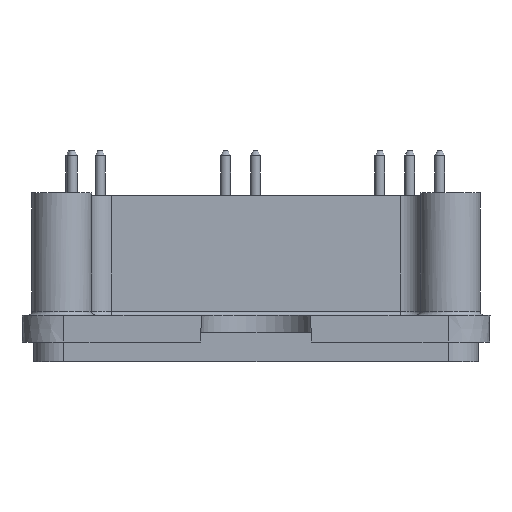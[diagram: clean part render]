
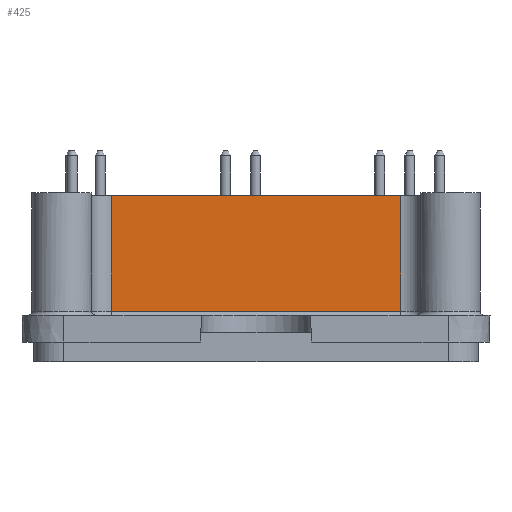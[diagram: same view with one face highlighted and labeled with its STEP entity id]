
A CAD part, left-side view. The second image highlights one B-rep face of the part: STEP entity #425.
In plain terms, the highlighted planar face has unit normal (-1, 0, 0).
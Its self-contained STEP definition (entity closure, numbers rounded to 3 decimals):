
#425 = ADVANCED_FACE( '', ( #1092 ), #1093, .F. );
#1092 = FACE_OUTER_BOUND( '', #2111, .T. );
#1093 = PLANE( '', #2112 );
#2111 = EDGE_LOOP( '', ( #3335, #3336, #3337, #3338 ) );
#2112 = AXIS2_PLACEMENT_3D( '', #3339, #3340, #3341 );
#3335 = ORIENTED_EDGE( '', *, *, #5098, .F. );
#3336 = ORIENTED_EDGE( '', *, *, #5048, .T. );
#3337 = ORIENTED_EDGE( '', *, *, #5234, .T. );
#3338 = ORIENTED_EDGE( '', *, *, #5235, .F. );
#3339 = CARTESIAN_POINT( '', ( -39.5, -22.5, 64.83 ) );
#3340 = DIRECTION( '', ( 1., 0., 0. ) );
#3341 = DIRECTION( '', ( 0., -1., 0. ) );
#5048 = EDGE_CURVE( '', #5841, #5839, #5842, .T. );
#5098 = EDGE_CURVE( '', #5841, #5925, #5926, .T. );
#5234 = EDGE_CURVE( '', #5839, #6154, #6155, .T. );
#5235 = EDGE_CURVE( '', #5925, #6154, #6156, .T. );
#5839 = VERTEX_POINT( '', #6985 );
#5841 = VERTEX_POINT( '', #6987 );
#5842 = LINE( '', #6988, #6989 );
#5925 = VERTEX_POINT( '', #7081 );
#5926 = LINE( '', #7082, #7083 );
#6154 = VERTEX_POINT( '', #7354 );
#6155 = LINE( '', #7355, #7356 );
#6156 = LINE( '', #7357, #7358 );
#6985 = CARTESIAN_POINT( '', ( -39.5, 14.525, 16.7 ) );
#6987 = CARTESIAN_POINT( '', ( -39.5, -14.525, 16.7 ) );
#6988 = CARTESIAN_POINT( '', ( -39.5, -22.5, 16.7 ) );
#6989 = VECTOR( '', #8351, 1000. );
#7081 = CARTESIAN_POINT( '', ( -39.5, -14.525, 5.1 ) );
#7082 = CARTESIAN_POINT( '', ( -39.5, -14.525, 64.83 ) );
#7083 = VECTOR( '', #8436, 1000. );
#7354 = CARTESIAN_POINT( '', ( -39.5, 14.525, 5.1 ) );
#7355 = CARTESIAN_POINT( '', ( -39.5, 14.525, 64.83 ) );
#7356 = VECTOR( '', #8654, 1000. );
#7357 = CARTESIAN_POINT( '', ( -39.5, -22.5, 5.1 ) );
#7358 = VECTOR( '', #8655, 1000. );
#8351 = DIRECTION( '', ( 0., 1., 0. ) );
#8436 = DIRECTION( '', ( 0., 0., -1. ) );
#8654 = DIRECTION( '', ( 0., 0., -1. ) );
#8655 = DIRECTION( '', ( 0., 1., 0. ) );
